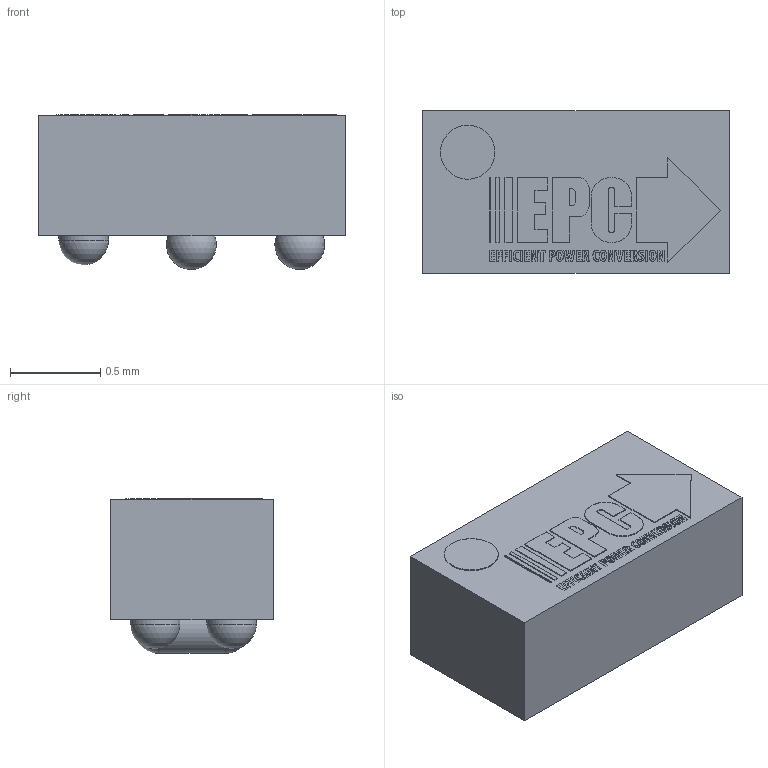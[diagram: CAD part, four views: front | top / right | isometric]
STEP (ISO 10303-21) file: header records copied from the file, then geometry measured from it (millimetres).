
FILE_DESCRIPTION(('FreeCAD Model'),'2;1');
FILE_NAME('Open CASCADE Shape Model','2023-11-27T13:24:05',(''),(''), 'Open CASCADE STEP processor 7.6','FreeCAD','Unknown');
FILE_SCHEMA(('AUTOMOTIVE_DESIGN { 1 0 10303 214 1 1 1 1 }'));
Length unit declared in the file: millimetre
Products named in the file (53): D0375; EPClogo1_25mm; 1.25mm007; 1.25mm; 1.25mm001; 1.25mm002; 1.25mm003; 1.25mm004; 1.25mm005; 1.25mm006; Extrude024; Extrude; Extrude001; Extrude002; Extrude003; Extrude004; Extrude005; Extrude006; Extrude007; Extrude008; Extrude009; Extrude010; Extrude011; Extrude012; Extrude013; Extrude014; Extrude015; Extrude016; Extrude017; Extrude018; Extrude019; Extrude020; Extrude021; Extrude022; Extrude023; 7908054400; Extruded; 7846426112; Cylinder; 5946191728 ...
Assembly tree (58 placements, depth 4):
  D0375
    EPClogo1_25mm
      1.25mm007
        1.25mm
        1.25mm001
        1.25mm002
        1.25mm003
        1.25mm004
        1.25mm005
        1.25mm006
      Extrude024
        Extrude
        Extrude001
        Extrude002
        Extrude003
        Extrude004
        Extrude005
        Extrude006
        Extrude007
        Extrude008
        Extrude009
        Extrude010
        Extrude011
        Extrude012
        Extrude013
        Extrude014
        Extrude015
        Extrude016
        Extrude017
        Extrude018
        Extrude019
        Extrude020
        Extrude021
        Extrude022
        Extrude023
    7908054400
      Extruded
    7846426112
      Cylinder
    5946191728
      Cylinder001
    5946192048
      Sphere
    5946191728001
      Cylinder001
    5946192048001
      Sphere
    7801949456
      Sphere002
    7801949456001
      Sphere002
    7908050240
      Cylinder003
    7908050240001
      Cylinder003
    7801949456002
      Sphere002
    7801949456003
      Sphere002
Bounding box: 1.7 x 0.9 x 0.86 mm (x, y, z)
Volume: 1.1 mm3; surface area: 10.1 mm2
Topology: 43 solids, 43 shells, 511 faces, 1311 edges, 874 vertices
Faces by surface type: plane 244, bspline 152, extrusion 104, sphere 6, cylinder 5
Full cylindrical faces by diameter (mm): 0.276 x4, 0.3 x1
Entity records: 16405 total; most frequent: CARTESIAN_POINT 4513, ORIENTED_EDGE 2574, DIRECTION 1383, EDGE_CURVE 1287, VERTEX_POINT 860, VECTOR 763, B_SPLINE_CURVE_WITH_KNOTS 726, LINE 659
